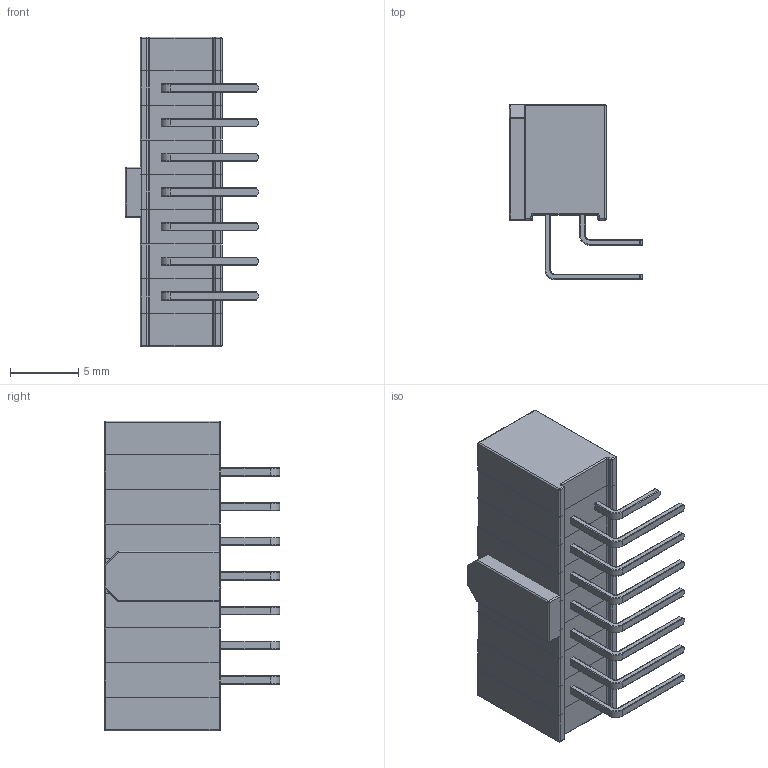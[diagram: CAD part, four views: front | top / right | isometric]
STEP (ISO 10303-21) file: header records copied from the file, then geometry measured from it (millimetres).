
FILE_DESCRIPTION (( 'STEP AP214' ), '1' );
FILE_NAME ('SFH11-xxPC-D07-RA-BK.STEP', '2018-08-02T15:18:16', ( '' ), ( '' ), 'SwSTEP 2.0', 'SolidWorks 2014', '' );
FILE_SCHEMA (( 'AUTOMOTIVE_DESIGN' ));
Length unit declared in the file: millimetre
Products named in the file (4): Polarizing Key; end; body section with RA gold pins; SFH11-xxPC-D07-RA-BK
Assembly tree (10 placements, depth 2):
  SFH11-xxPC-D07-RA-BK
    body section with RA gold pins  x7
    end  x2
    Polarizing Key
Bounding box: 9.8 x 12.84 x 22.7 mm (x, y, z)
Volume: 1120.4 mm3; surface area: 2144.5 mm2
Topology: 24 solids, 24 shells, 1410 faces, 3214 edges, 1682 vertices
Faces by surface type: cylinder 660, plane 364, sphere 186, bspline 140, torus 60
Entity records: 6918 total; most frequent: CARTESIAN_POINT 1429, DIRECTION 1196, ORIENTED_EDGE 1064, EDGE_CURVE 532, AXIS2_PLACEMENT_3D 463, VERTEX_POINT 296, VECTOR 270, LINE 270
